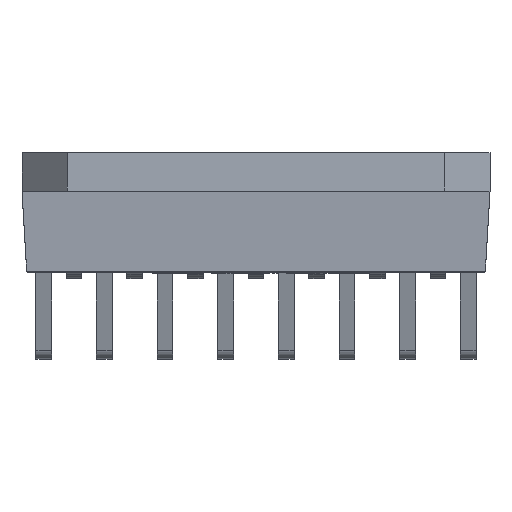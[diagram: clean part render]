
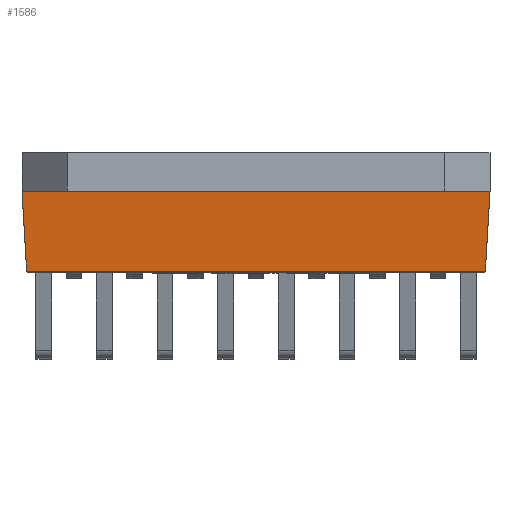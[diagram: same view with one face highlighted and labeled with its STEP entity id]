
A CAD part, top view. The second image highlights one B-rep face of the part: STEP entity #1586.
In plain terms, the highlighted planar face has unit normal (0, -0.088, 0.996).
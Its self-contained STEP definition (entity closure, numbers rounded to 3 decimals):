
#125 = PLANE('',#126);
#126 = AXIS2_PLACEMENT_3D('',#127,#128,#129);
#127 = CARTESIAN_POINT('',(0.,0.,9.297));
#128 = DIRECTION('',(0.,1.,0.));
#129 = DIRECTION('',(0.,0.,1.));
#217 = VERTEX_POINT('',#218);
#218 = CARTESIAN_POINT('',(-3.782,0.,10.3));
#259 = PLANE('',#260);
#260 = AXIS2_PLACEMENT_3D('',#261,#262,#263);
#261 = CARTESIAN_POINT('',(0.,-0.88,10.3));
#262 = DIRECTION('',(0.,0.,-1.));
#263 = DIRECTION('',(-1.,0.,0.));
#299 = EDGE_CURVE('',#217,#300,#302,.T.);
#300 = VERTEX_POINT('',#301);
#301 = CARTESIAN_POINT('',(3.782,0.,10.3));
#302 = SURFACE_CURVE('',#303,(#307,#314),.PCURVE_S1.);
#303 = LINE('',#304,#305);
#304 = CARTESIAN_POINT('',(-9.8,0.,10.3));
#305 = VECTOR('',#306,1.);
#306 = DIRECTION('',(1.,0.,0.));
#307 = PCURVE('',#125,#308);
#308 = DEFINITIONAL_REPRESENTATION('',(#309),#313);
#309 = LINE('',#310,#311);
#310 = CARTESIAN_POINT('',(1.003,-9.8));
#311 = VECTOR('',#312,1.);
#312 = DIRECTION('',(0.,1.));
#313 = ( GEOMETRIC_REPRESENTATION_CONTEXT(2) 
PARAMETRIC_REPRESENTATION_CONTEXT() REPRESENTATION_CONTEXT('2D SPACE',''
  ) );
#314 = PCURVE('',#315,#320);
#315 = PLANE('',#316);
#316 = AXIS2_PLACEMENT_3D('',#317,#318,#319);
#317 = CARTESIAN_POINT('',(-9.8,0.,10.3));
#318 = DIRECTION('',(0.,0.088,-0.996));
#319 = DIRECTION('',(0.,-0.996,-0.088));
#320 = DEFINITIONAL_REPRESENTATION('',(#321),#325);
#321 = LINE('',#322,#323);
#322 = CARTESIAN_POINT('',(0.,0.));
#323 = VECTOR('',#324,1.);
#324 = DIRECTION('',(0.,-1.));
#325 = ( GEOMETRIC_REPRESENTATION_CONTEXT(2) 
PARAMETRIC_REPRESENTATION_CONTEXT() REPRESENTATION_CONTEXT('2D SPACE',''
  ) );
#1517 = VERTEX_POINT('',#1518);
#1518 = CARTESIAN_POINT('',(-9.8,0.,10.3));
#1566 = EDGE_CURVE('',#1517,#217,#1567,.T.);
#1567 = SURFACE_CURVE('',#1568,(#1572,#1579),.PCURVE_S1.);
#1568 = LINE('',#1569,#1570);
#1569 = CARTESIAN_POINT('',(-9.8,0.,10.3));
#1570 = VECTOR('',#1571,1.);
#1571 = DIRECTION('',(1.,0.,0.));
#1572 = PCURVE('',#259,#1573);
#1573 = DEFINITIONAL_REPRESENTATION('',(#1574),#1578);
#1574 = LINE('',#1575,#1576);
#1575 = CARTESIAN_POINT('',(9.8,0.88));
#1576 = VECTOR('',#1577,1.);
#1577 = DIRECTION('',(-1.,0.));
#1578 = ( GEOMETRIC_REPRESENTATION_CONTEXT(2) 
PARAMETRIC_REPRESENTATION_CONTEXT() REPRESENTATION_CONTEXT('2D SPACE',''
  ) );
#1579 = PCURVE('',#315,#1580);
#1580 = DEFINITIONAL_REPRESENTATION('',(#1581),#1585);
#1581 = LINE('',#1582,#1583);
#1582 = CARTESIAN_POINT('',(0.,0.));
#1583 = VECTOR('',#1584,1.);
#1584 = DIRECTION('',(0.,-1.));
#1585 = ( GEOMETRIC_REPRESENTATION_CONTEXT(2) 
PARAMETRIC_REPRESENTATION_CONTEXT() REPRESENTATION_CONTEXT('2D SPACE',''
  ) );
#1586 = ADVANCED_FACE('',(#1587),#315,.F.);
#1587 = FACE_BOUND('',#1588,.F.);
#1588 = EDGE_LOOP('',(#1589,#1615,#1616,#1617,#1645,#1671));
#1589 = ORIENTED_EDGE('',*,*,#1590,.T.);
#1590 = EDGE_CURVE('',#1591,#1517,#1593,.T.);
#1591 = VERTEX_POINT('',#1592);
#1592 = CARTESIAN_POINT('',(-9.604,-3.34,
    10.005));
#1593 = SURFACE_CURVE('',#1594,(#1598,#1604),.PCURVE_S1.);
#1594 = LINE('',#1595,#1596);
#1595 = CARTESIAN_POINT('',(-9.674,-2.136,
    10.112));
#1596 = VECTOR('',#1597,1.);
#1597 = DIRECTION('',(-0.058,0.994,
    0.088));
#1598 = PCURVE('',#315,#1599);
#1599 = DEFINITIONAL_REPRESENTATION('',(#1600),#1603);
#1600 = B_SPLINE_CURVE_WITH_KNOTS('',1,(#1601,#1602),.UNSPECIFIED.,.F.,
  .F.,(2,2),(-1.613,2.49),.PIECEWISE_BEZIER_KNOTS.);
#1601 = CARTESIAN_POINT('',(3.755,-0.22));
#1602 = CARTESIAN_POINT('',(-0.341,0.02));
#1603 = ( GEOMETRIC_REPRESENTATION_CONTEXT(2) 
PARAMETRIC_REPRESENTATION_CONTEXT() REPRESENTATION_CONTEXT('2D SPACE',''
  ) );
#1604 = PCURVE('',#1605,#1610);
#1605 = PLANE('',#1606);
#1606 = AXIS2_PLACEMENT_3D('',#1607,#1608,#1609);
#1607 = CARTESIAN_POINT('',(-9.6,-3.4,0.));
#1608 = DIRECTION('',(-0.998,-0.059,0.));
#1609 = DIRECTION('',(-0.059,0.998,0.));
#1610 = DEFINITIONAL_REPRESENTATION('',(#1611),#1614);
#1611 = B_SPLINE_CURVE_WITH_KNOTS('',1,(#1612,#1613),.UNSPECIFIED.,.F.,
  .F.,(2,2),(-1.613,2.49),.PIECEWISE_BEZIER_KNOTS.);
#1612 = CARTESIAN_POINT('',(-0.341,-9.97));
#1613 = CARTESIAN_POINT('',(3.746,-10.33));
#1614 = ( GEOMETRIC_REPRESENTATION_CONTEXT(2) 
PARAMETRIC_REPRESENTATION_CONTEXT() REPRESENTATION_CONTEXT('2D SPACE',''
  ) );
#1615 = ORIENTED_EDGE('',*,*,#1566,.T.);
#1616 = ORIENTED_EDGE('',*,*,#299,.T.);
#1617 = ORIENTED_EDGE('',*,*,#1618,.T.);
#1618 = EDGE_CURVE('',#300,#1619,#1621,.T.);
#1619 = VERTEX_POINT('',#1620);
#1620 = CARTESIAN_POINT('',(9.8,0.,10.3));
#1621 = SURFACE_CURVE('',#1622,(#1626,#1633),.PCURVE_S1.);
#1622 = LINE('',#1623,#1624);
#1623 = CARTESIAN_POINT('',(-9.8,0.,10.3));
#1624 = VECTOR('',#1625,1.);
#1625 = DIRECTION('',(1.,0.,0.));
#1626 = PCURVE('',#315,#1627);
#1627 = DEFINITIONAL_REPRESENTATION('',(#1628),#1632);
#1628 = LINE('',#1629,#1630);
#1629 = CARTESIAN_POINT('',(0.,0.));
#1630 = VECTOR('',#1631,1.);
#1631 = DIRECTION('',(0.,-1.));
#1632 = ( GEOMETRIC_REPRESENTATION_CONTEXT(2) 
PARAMETRIC_REPRESENTATION_CONTEXT() REPRESENTATION_CONTEXT('2D SPACE',''
  ) );
#1633 = PCURVE('',#1634,#1639);
#1634 = PLANE('',#1635);
#1635 = AXIS2_PLACEMENT_3D('',#1636,#1637,#1638);
#1636 = CARTESIAN_POINT('',(0.,-0.88,10.3));
#1637 = DIRECTION('',(0.,0.,-1.));
#1638 = DIRECTION('',(-1.,0.,0.));
#1639 = DEFINITIONAL_REPRESENTATION('',(#1640),#1644);
#1640 = LINE('',#1641,#1642);
#1641 = CARTESIAN_POINT('',(9.8,0.88));
#1642 = VECTOR('',#1643,1.);
#1643 = DIRECTION('',(-1.,0.));
#1644 = ( GEOMETRIC_REPRESENTATION_CONTEXT(2) 
PARAMETRIC_REPRESENTATION_CONTEXT() REPRESENTATION_CONTEXT('2D SPACE',''
  ) );
#1645 = ORIENTED_EDGE('',*,*,#1646,.T.);
#1646 = EDGE_CURVE('',#1619,#1647,#1649,.T.);
#1647 = VERTEX_POINT('',#1648);
#1648 = CARTESIAN_POINT('',(9.604,-3.34,
    10.005));
#1649 = SURFACE_CURVE('',#1650,(#1654,#1660),.PCURVE_S1.);
#1650 = LINE('',#1651,#1652);
#1651 = CARTESIAN_POINT('',(9.74,-1.019,10.21
    ));
#1652 = VECTOR('',#1653,1.);
#1653 = DIRECTION('',(-0.058,-0.994,
    -0.088));
#1654 = PCURVE('',#315,#1655);
#1655 = DEFINITIONAL_REPRESENTATION('',(#1656),#1659);
#1656 = B_SPLINE_CURVE_WITH_KNOTS('',1,(#1657,#1658),.UNSPECIFIED.,.F.,
  .F.,(2,2),(-1.367,2.736),.PIECEWISE_BEZIER_KNOTS.);
#1657 = CARTESIAN_POINT('',(-0.341,-19.62));
#1658 = CARTESIAN_POINT('',(3.755,-19.38));
#1659 = ( GEOMETRIC_REPRESENTATION_CONTEXT(2) 
PARAMETRIC_REPRESENTATION_CONTEXT() REPRESENTATION_CONTEXT('2D SPACE',''
  ) );
#1660 = PCURVE('',#1661,#1666);
#1661 = PLANE('',#1662);
#1662 = AXIS2_PLACEMENT_3D('',#1663,#1664,#1665);
#1663 = CARTESIAN_POINT('',(9.8,0.,0.));
#1664 = DIRECTION('',(0.998,-0.059,0.));
#1665 = DIRECTION('',(-0.059,-0.998,0.));
#1666 = DEFINITIONAL_REPRESENTATION('',(#1667),#1670);
#1667 = B_SPLINE_CURVE_WITH_KNOTS('',1,(#1668,#1669),.UNSPECIFIED.,.F.,
  .F.,(2,2),(-1.367,2.736),.PIECEWISE_BEZIER_KNOTS.);
#1668 = CARTESIAN_POINT('',(-0.341,-10.33));
#1669 = CARTESIAN_POINT('',(3.746,-9.97));
#1670 = ( GEOMETRIC_REPRESENTATION_CONTEXT(2) 
PARAMETRIC_REPRESENTATION_CONTEXT() REPRESENTATION_CONTEXT('2D SPACE',''
  ) );
#1671 = ORIENTED_EDGE('',*,*,#1672,.F.);
#1672 = EDGE_CURVE('',#1591,#1647,#1673,.T.);
#1673 = SURFACE_CURVE('',#1674,(#1678,#1685),.PCURVE_S1.);
#1674 = LINE('',#1675,#1676);
#1675 = CARTESIAN_POINT('',(-9.6,-3.34,10.005));
#1676 = VECTOR('',#1677,1.);
#1677 = DIRECTION('',(1.,0.,0.));
#1678 = PCURVE('',#315,#1679);
#1679 = DEFINITIONAL_REPRESENTATION('',(#1680),#1684);
#1680 = LINE('',#1681,#1682);
#1681 = CARTESIAN_POINT('',(3.353,-0.2));
#1682 = VECTOR('',#1683,1.);
#1683 = DIRECTION('',(0.,-1.));
#1684 = ( GEOMETRIC_REPRESENTATION_CONTEXT(2) 
PARAMETRIC_REPRESENTATION_CONTEXT() REPRESENTATION_CONTEXT('2D SPACE',''
  ) );
#1685 = PCURVE('',#1686,#1691);
#1686 = PLANE('',#1687);
#1687 = AXIS2_PLACEMENT_3D('',#1688,#1689,#1690);
#1688 = CARTESIAN_POINT('',(-9.6,-3.37,9.973));
#1689 = DIRECTION('',(0.,0.738,-0.675));
#1690 = DIRECTION('',(-1.,0.,0.));
#1691 = DEFINITIONAL_REPRESENTATION('',(#1692),#1696);
#1692 = LINE('',#1693,#1694);
#1693 = CARTESIAN_POINT('',(0.,0.044));
#1694 = VECTOR('',#1695,1.);
#1695 = DIRECTION('',(-1.,0.));
#1696 = ( GEOMETRIC_REPRESENTATION_CONTEXT(2) 
PARAMETRIC_REPRESENTATION_CONTEXT() REPRESENTATION_CONTEXT('2D SPACE',''
  ) );
